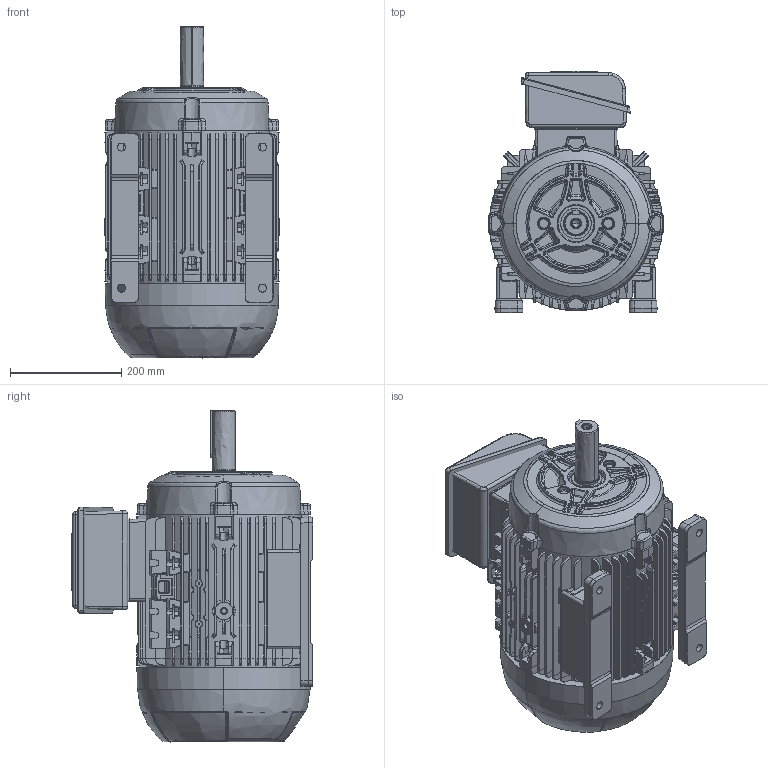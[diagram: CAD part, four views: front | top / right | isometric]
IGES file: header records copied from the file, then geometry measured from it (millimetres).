
Start section: SolidWorks IGES file using analytic representation for surfaces
Global section: file name: 160ML_CP_ST_TOP.igs; native system: SolidWorks 2020; preprocessor: SolidWorks 2020; author: dias; date: 240729.143101; units: millimetre
Bounding box: 313.95 x 434.45 x 598 mm (x, y, z)
Surface area: 1686260.3 mm2 (no closed solid volume)
Topology: 0 solids, 0 shells, 3636 faces, 37195 edges, 37157 vertices
Faces by surface type: bspline 2245, revolution 1391
